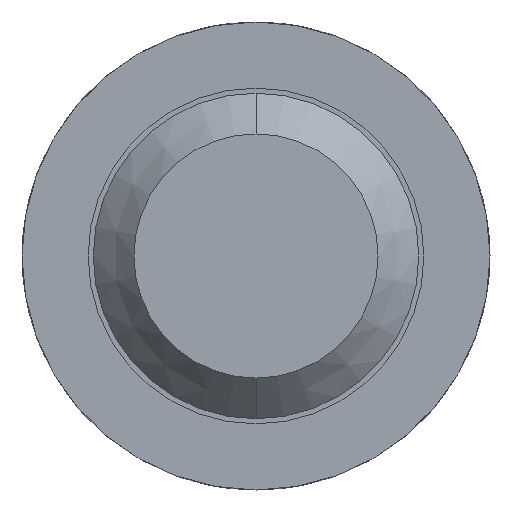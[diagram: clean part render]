
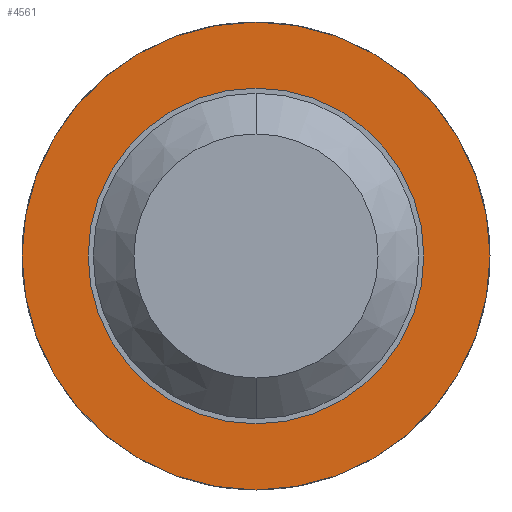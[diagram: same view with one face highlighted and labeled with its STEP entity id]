
A CAD part, front view. The second image highlights one B-rep face of the part: STEP entity #4561.
In plain terms, the highlighted planar face has unit normal (0, -1, 0).
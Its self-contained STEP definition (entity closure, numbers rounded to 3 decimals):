
#3 = CARTESIAN_POINT ( 'NONE',  ( 0., -1.5, 0. ) ) ;
#150 = AXIS2_PLACEMENT_3D ( 'NONE', #2842, #5313, #2368 ) ;
#216 = DIRECTION ( 'NONE',  ( 0., 1., 0. ) ) ;
#221 = ORIENTED_EDGE ( 'NONE', *, *, #1557, .F. ) ;
#331 = CIRCLE ( 'NONE', #5464, 1.15 ) ;
#336 = EDGE_LOOP ( 'NONE', ( #3515, #2517 ) ) ;
#394 = VERTEX_POINT ( 'NONE', #4182 ) ;
#800 = ORIENTED_EDGE ( 'NONE', *, *, #2125, .F. ) ;
#1037 = CIRCLE ( 'NONE', #1293, 0.825 ) ;
#1148 = PLANE ( 'NONE',  #4862 ) ;
#1178 = CARTESIAN_POINT ( 'NONE',  ( 0., -1.5, 0. ) ) ;
#1293 = AXIS2_PLACEMENT_3D ( 'NONE', #3471, #3087, #5162 ) ;
#1548 = EDGE_CURVE ( 'Defeature ausgef�hrt1_45+Defeature ausgef�hrt1_44+Defeature ausgef�hrt1_44+Defeature ausgef�hrt1_44', #394, #4819, #4935, .T. ) ;
#1557 = EDGE_CURVE ( 'Defeature ausgef�hrt1_39+Defeature ausgef�hrt1_45+Defeature ausgef�hrt1_45+Defeature ausgef�hrt1_45', #4721, #4136, #2805, .T. ) ;
#1855 = EDGE_CURVE ( 'Defeature ausgef�hrt1_45+Defeature ausgef�hrt1_44+Defeature ausgef�hrt1_44+Defeature ausgef�hrt1_44', #4819, #394, #1037, .T. ) ;
#1916 = FACE_OUTER_BOUND ( 'NONE', #5206, .T. ) ;
#2125 = EDGE_CURVE ( 'Defeature ausgef�hrt1_39+Defeature ausgef�hrt1_45+Defeature ausgef�hrt1_45+Defeature ausgef�hrt1_45', #4136, #4721, #331, .T. ) ;
#2368 = DIRECTION ( 'NONE',  ( 0., 0., 1. ) ) ;
#2491 = DIRECTION ( 'NONE',  ( 0., 1., 0. ) ) ;
#2517 = ORIENTED_EDGE ( 'NONE', *, *, #1855, .T. ) ;
#2519 = FACE_BOUND ( 'NONE', #336, .T. ) ;
#2805 = CIRCLE ( 'NONE', #5022, 1.15 ) ;
#2842 = CARTESIAN_POINT ( 'NONE',  ( 0., -1.5, 0. ) ) ;
#2861 = DIRECTION ( 'NONE',  ( 0., 0., 1. ) ) ;
#2866 = DIRECTION ( 'NONE',  ( 0., 0., 1. ) ) ;
#2942 = DIRECTION ( 'NONE',  ( 0., 1., 0. ) ) ;
#3087 = DIRECTION ( 'NONE',  ( 0., 1., 0. ) ) ;
#3295 = CARTESIAN_POINT ( 'NONE',  ( 0., -1.5, 1.15 ) ) ;
#3379 = DIRECTION ( 'NONE',  ( 0., 0., 1. ) ) ;
#3406 = CARTESIAN_POINT ( 'NONE',  ( 0., -1.5, -1.15 ) ) ;
#3471 = CARTESIAN_POINT ( 'NONE',  ( 0., -1.5, 0. ) ) ;
#3515 = ORIENTED_EDGE ( 'NONE', *, *, #1548, .T. ) ;
#3775 = CARTESIAN_POINT ( 'NONE',  ( 0., -1.5, -0.825 ) ) ;
#4136 = VERTEX_POINT ( 'NONE', #3295 ) ;
#4182 = CARTESIAN_POINT ( 'NONE',  ( 0., -1.5, 0.825 ) ) ;
#4198 = CARTESIAN_POINT ( 'NONE',  ( 0.825, -1.5, 0. ) ) ;
#4561 = ADVANCED_FACE ( 'Defeature ausgef�hrt1_45', ( #1916, #2519 ), #1148, .F. ) ;
#4721 = VERTEX_POINT ( 'NONE', #3406 ) ;
#4819 = VERTEX_POINT ( 'NONE', #3775 ) ;
#4862 = AXIS2_PLACEMENT_3D ( 'NONE', #4198, #2942, #2861 ) ;
#4935 = CIRCLE ( 'NONE', #150, 0.825 ) ;
#5022 = AXIS2_PLACEMENT_3D ( 'NONE', #1178, #216, #2866 ) ;
#5162 = DIRECTION ( 'NONE',  ( 0., 0., 1. ) ) ;
#5206 = EDGE_LOOP ( 'NONE', ( #800, #221 ) ) ;
#5313 = DIRECTION ( 'NONE',  ( 0., 1., 0. ) ) ;
#5464 = AXIS2_PLACEMENT_3D ( 'NONE', #3, #2491, #3379 ) ;
